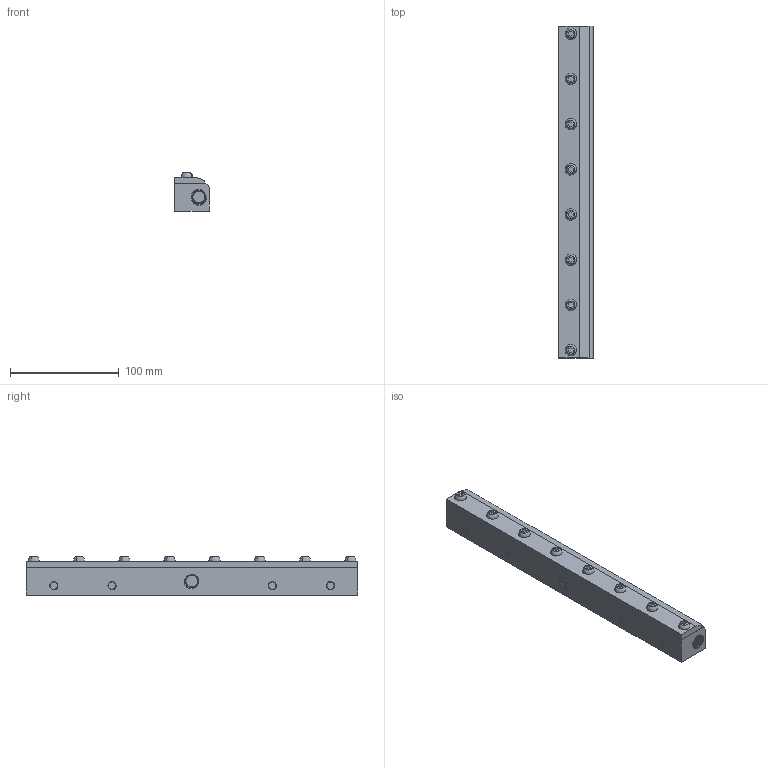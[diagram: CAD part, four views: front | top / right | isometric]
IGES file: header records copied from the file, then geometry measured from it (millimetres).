
Start section: START RECORD GO HERE.
Global section: file name: 10012_Mod.igs; native system: DASSAULT SYSTEMES CATIA V5 R20 - www.3ds.com; preprocessor: CATIA Version 5 Release 20 ; author: DESIGNENG; organization: DESIGNENG; date: 20150505.180447; units: millimetre
Bounding box: 31.75 x 304.8 x 35.04 mm (x, y, z)
Volume: 281687.6 mm3; surface area: 45837.5 mm2
Topology: 1 solids, 1 shells, 1148 faces, 3205 edges, 2090 vertices
Faces by surface type: extrusion 406, bspline 369, revolution 199, plane 174
